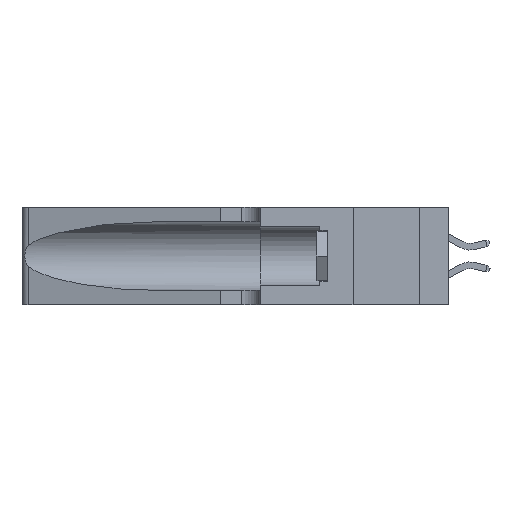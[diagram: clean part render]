
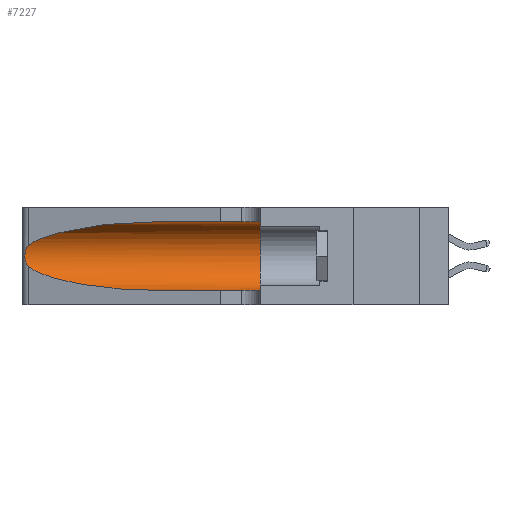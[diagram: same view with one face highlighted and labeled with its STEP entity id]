
A CAD part, left-side view. The second image highlights one B-rep face of the part: STEP entity #7227.
In plain terms, the highlighted cylindrical face has radius 3.308 mm (diameter 6.617 mm), a partial arc.
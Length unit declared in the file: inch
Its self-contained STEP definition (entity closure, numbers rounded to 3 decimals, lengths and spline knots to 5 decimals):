
#133 = ORIENTED_EDGE ( 'NONE', *, *, #18731, .T. ) ;
#1260 = CARTESIAN_POINT ( 'NONE',  ( 0.25856, 1.23593, 0.16098 ) ) ;
#2004 = DIRECTION ( 'NONE',  ( 0., -1., 0. ) ) ;
#2975 = CARTESIAN_POINT ( 'NONE',  ( 0.25487, 1.22718, 0.14631 ) ) ;
#3188 = CARTESIAN_POINT ( 'NONE',  ( 0.1305, 0.72297, 0.05475 ) ) ;
#3598 = CARTESIAN_POINT ( 'NONE',  ( 0.1305, 1.61858, 0.05475 ) ) ;
#3665 = EDGE_CURVE ( 'NONE', #4797, #24088, #24581, .T. ) ;
#3682 = VERTEX_POINT ( 'NONE', #22842 ) ;
#3713 = VERTEX_POINT ( 'NONE', #13784 ) ;
#4209 = EDGE_CURVE ( 'NONE', #3713, #4797, #16809, .T. ) ;
#4797 = VERTEX_POINT ( 'NONE', #25038 ) ;
#4932 = VECTOR ( 'NONE', #27007, 39.37008 ) ;
#5186 = CARTESIAN_POINT ( 'NONE',  ( 0.18966, 0.96281, 0.05475 ) ) ;
#5437 = CARTESIAN_POINT ( 'NONE',  ( 0.1305, 1.61858, 0.185 ) ) ;
#5737 = FACE_OUTER_BOUND ( 'NONE', #22887, .T. ) ;
#6181 = B_SPLINE_CURVE_WITH_KNOTS ( 'NONE', 3,
 ( #31711, #9229, #6392, #32307, #29958, #21848, #16761, #19725, #11834, #1260, #27221, #11952, #19391, #17023 ),
 .UNSPECIFIED., .F., .F.,
 ( 4, 2, 2, 2, 2, 2, 4 ),
 ( 0., 0.00027, 0.00053, 0.00107, 0.0016, 0.00187, 0.00214 ),
 .UNSPECIFIED. ) ;
#6392 = CARTESIAN_POINT ( 'NONE',  ( 0.25639, 1.23184, 0.21858 ) ) ;
#7227 = ADVANCED_FACE ( 'NONE', ( #5737 ), #23947, .F. ) ;
#7631 = CARTESIAN_POINT ( 'NONE',  ( 0.1305, 0.72297, 0.31525 ) ) ;
#7715 =( BOUNDED_CURVE ( )  B_SPLINE_CURVE ( 3, ( #2975, #20638, #5186, #3188 ),
 .UNSPECIFIED., .F., .F. ) 
 B_SPLINE_CURVE_WITH_KNOTS ( ( 4, 4 ),
 ( 3.44316, 4.71239 ),
 .UNSPECIFIED. ) 
 CURVE ( )  GEOMETRIC_REPRESENTATION_ITEM ( )  RATIONAL_B_SPLINE_CURVE ( ( 1., 0.87, 0.87, 1. ) ) 
 REPRESENTATION_ITEM ( '' )  );
#7948 = DIRECTION ( 'NONE',  ( 0., 0., -1. ) ) ;
#8141 = DIRECTION ( 'NONE',  ( 0., -1., 0. ) ) ;
#8962 = EDGE_CURVE ( 'NONE', #16418, #32039, #7715, .T. ) ;
#9229 = CARTESIAN_POINT ( 'NONE',  ( 0.25555, 1.22994, 0.2215 ) ) ;
#10014 = VECTOR ( 'NONE', #2004, 39.37008 ) ;
#10165 = LINE ( 'NONE', #3598, #4932 ) ;
#10290 = ORIENTED_EDGE ( 'NONE', *, *, #12350, .T. ) ;
#11772 = CARTESIAN_POINT ( 'NONE',  ( 0.1305, 0.35, 0.185 ) ) ;
#11834 = CARTESIAN_POINT ( 'NONE',  ( 0.26017, 1.23833, 0.17102 ) ) ;
#11952 = CARTESIAN_POINT ( 'NONE',  ( 0.25639, 1.23186, 0.15144 ) ) ;
#12350 = EDGE_CURVE ( 'NONE', #3713, #3682, #13082, .T. ) ;
#12491 = CARTESIAN_POINT ( 'NONE',  ( 0.18966, 0.96281, 0.31525 ) ) ;
#13082 =( BOUNDED_CURVE ( )  B_SPLINE_CURVE ( 3, ( #7631, #12491, #28340, #18038 ),
 .UNSPECIFIED., .F., .T. ) 
 B_SPLINE_CURVE_WITH_KNOTS ( ( 4, 4 ),
 ( 1.5708, 2.84003 ),
 .UNSPECIFIED. ) 
 CURVE ( )  GEOMETRIC_REPRESENTATION_ITEM ( )  RATIONAL_B_SPLINE_CURVE ( ( 1., 0.87, 0.87, 1. ) ) 
 REPRESENTATION_ITEM ( '' )  );
#13784 = CARTESIAN_POINT ( 'NONE',  ( 0.1305, 0.72297, 0.31525 ) ) ;
#13959 = EDGE_CURVE ( 'NONE', #32039, #24088, #10165, .T. ) ;
#15009 = CARTESIAN_POINT ( 'NONE',  ( 0.1305, 1.61858, 0.31525 ) ) ;
#15552 = ORIENTED_EDGE ( 'NONE', *, *, #8962, .T. ) ;
#16418 = VERTEX_POINT ( 'NONE', #16772 ) ;
#16761 = CARTESIAN_POINT ( 'NONE',  ( 0.26075, 1.23896, 0.19203 ) ) ;
#16772 = CARTESIAN_POINT ( 'NONE',  ( 0.25487, 1.22718, 0.14631 ) ) ;
#16809 = LINE ( 'NONE', #15009, #10014 ) ;
#17023 = CARTESIAN_POINT ( 'NONE',  ( 0.25487, 1.22718, 0.14631 ) ) ;
#18038 = CARTESIAN_POINT ( 'NONE',  ( 0.25487, 1.22718, 0.22369 ) ) ;
#18731 = EDGE_CURVE ( 'NONE', #3682, #16418, #6181, .T. ) ;
#18829 = DIRECTION ( 'NONE',  ( 0., 1., 0. ) ) ;
#19161 = DIRECTION ( 'NONE',  ( 0., 0., 1. ) ) ;
#19391 = CARTESIAN_POINT ( 'NONE',  ( 0.25555, 1.22993, 0.14849 ) ) ;
#19725 = CARTESIAN_POINT ( 'NONE',  ( 0.26075, 1.23896, 0.178 ) ) ;
#20301 = ORIENTED_EDGE ( 'NONE', *, *, #13959, .T. ) ;
#20558 = AXIS2_PLACEMENT_3D ( 'NONE', #11772, #18829, #19161 ) ;
#20638 = CARTESIAN_POINT ( 'NONE',  ( 0.2373, 1.15595, 0.08982 ) ) ;
#21815 = ORIENTED_EDGE ( 'NONE', *, *, #3665, .F. ) ;
#21848 = CARTESIAN_POINT ( 'NONE',  ( 0.26018, 1.23835, 0.19895 ) ) ;
#22842 = CARTESIAN_POINT ( 'NONE',  ( 0.25487, 1.22718, 0.22369 ) ) ;
#22887 = EDGE_LOOP ( 'NONE', ( #10290, #133, #15552, #20301, #21815, #27381 ) ) ;
#23947 = CYLINDRICAL_SURFACE ( 'NONE', #30841, 0.13025 ) ;
#24088 = VERTEX_POINT ( 'NONE', #33290 ) ;
#24581 = CIRCLE ( 'NONE', #20558, 0.13025 ) ;
#25038 = CARTESIAN_POINT ( 'NONE',  ( 0.1305, 0.35, 0.31525 ) ) ;
#27007 = DIRECTION ( 'NONE',  ( 0., -1., 0. ) ) ;
#27221 = CARTESIAN_POINT ( 'NONE',  ( 0.25789, 1.23486, 0.15765 ) ) ;
#27381 = ORIENTED_EDGE ( 'NONE', *, *, #4209, .F. ) ;
#27404 = CARTESIAN_POINT ( 'NONE',  ( 0.1305, 0.72297, 0.05475 ) ) ;
#28340 = CARTESIAN_POINT ( 'NONE',  ( 0.2373, 1.15595, 0.28018 ) ) ;
#29958 = CARTESIAN_POINT ( 'NONE',  ( 0.25854, 1.2359, 0.20912 ) ) ;
#30841 = AXIS2_PLACEMENT_3D ( 'NONE', #5437, #8141, #7948 ) ;
#31711 = CARTESIAN_POINT ( 'NONE',  ( 0.25487, 1.22718, 0.22369 ) ) ;
#32039 = VERTEX_POINT ( 'NONE', #27404 ) ;
#32307 = CARTESIAN_POINT ( 'NONE',  ( 0.25787, 1.23484, 0.2124 ) ) ;
#33290 = CARTESIAN_POINT ( 'NONE',  ( 0.1305, 0.35, 0.05475 ) ) ;
